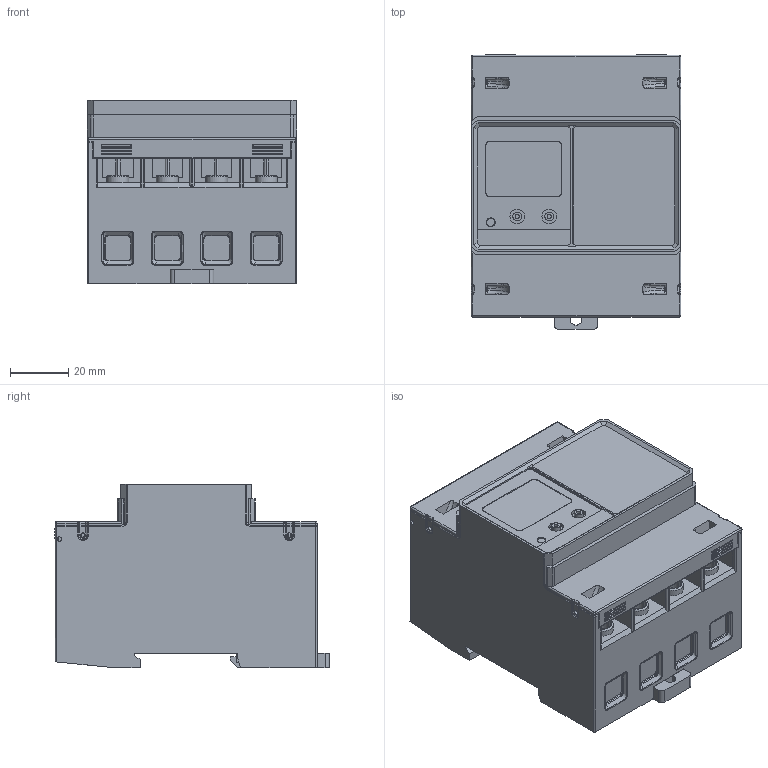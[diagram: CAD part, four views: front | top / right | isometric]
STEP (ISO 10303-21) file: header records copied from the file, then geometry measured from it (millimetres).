
FILE_DESCRIPTION (( 'STEP AP214' ), '1' );
FILE_NAME ('DTS1946-4M.STEP', '2022-07-20T00:56:13', ( '' ), ( '' ), 'SwSTEP 2.0', 'SolidWorks 2009', '' );
FILE_SCHEMA (( 'AUTOMOTIVE_DESIGN' ));
Length unit declared in the file: millimetre
Products named in the file (1): DTS1946-4M
Bounding box: 72 x 94.45 x 63 mm (x, y, z)
Volume: 75292.5 mm3; surface area: 94821 mm2
Topology: 15 solids, 33 shells, 2787 faces, 7658 edges, 4934 vertices
Faces by surface type: plane 1472, cylinder 741, bspline 491, cone 75, torus 8
Entity records: 147054 total; most frequent: CARTESIAN_POINT 50338, ORIENTED_EDGE 15092, DIRECTION 12172, EDGE_CURVE 7546, VERTEX_POINT 4934, LINE 4462, VECTOR 4462, AXIS2_PLACEMENT_3D 3855
